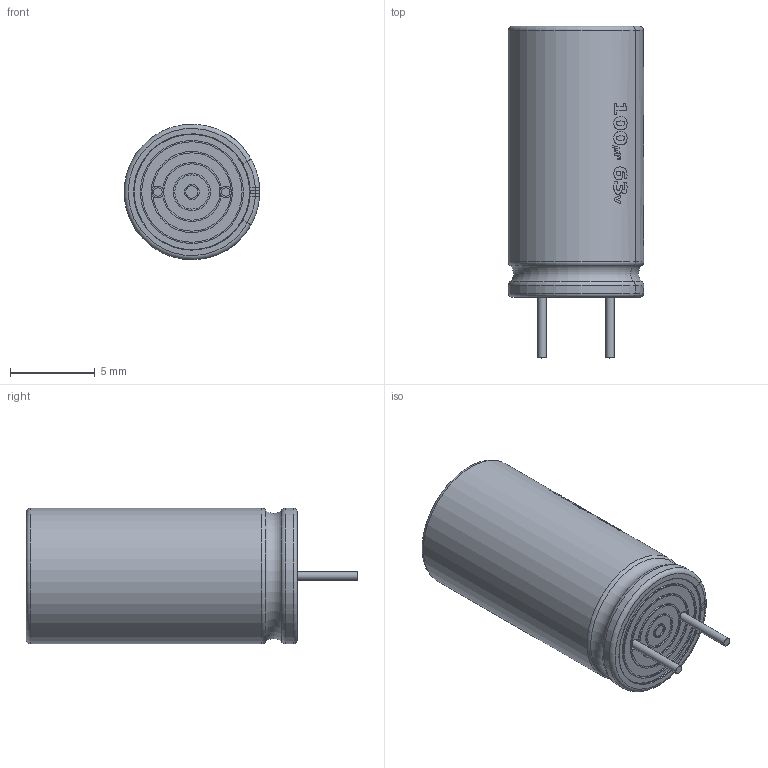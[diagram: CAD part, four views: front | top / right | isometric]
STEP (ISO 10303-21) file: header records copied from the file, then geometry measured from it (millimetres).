
FILE_DESCRIPTION(/* description */ (''),/* implementation_level */ '2;1');
FILE_NAME(/* name */ '100uF 63V electr -8x16mm -P.diameter 4mm.stp',/* time_stamp */ '2022-03-11T23:18:46+01:00',/* author */ ('JOSE LUIS'),/* organization */ (''),/* preprocessor_version */ 'ST-DEVELOPER v18',/* originating_system */ 'Autodesk Inventor 2020',/* authorisation */ '');
FILE_SCHEMA (('AUTOMOTIVE_DESIGN { 1 0 10303 214 3 1 1 }'));
Length unit declared in the file: millimetre
Products named in the file (1): 100uF 63V electr -8x16mm -P.diameter 4mm
Bounding box: 7.99 x 19.57 x 7.99 mm (x, y, z)
Volume: 791.7 mm3; surface area: 528.7 mm2
Topology: 3 solids, 3 shells, 126 faces, 520 edges, 425 vertices
Faces by surface type: cylinder 61, plane 39, torus 26
Full cylindrical faces by diameter (mm): 0.5 x2, 0.7 x2, 0.72 x1, 0.88 x1, 2.02 x1, 2.18 x1, 4.78 x1, 5.92 x1, 6.08 x1, 6.8 x2
Entity records: 6743 total; most frequent: CARTESIAN_POINT 2067, ORIENTED_EDGE 1040, DIRECTION 871, EDGE_CURVE 520, VERTEX_POINT 425, AXIS2_PLACEMENT_3D 360, CIRCLE 229, EDGE_LOOP 155
